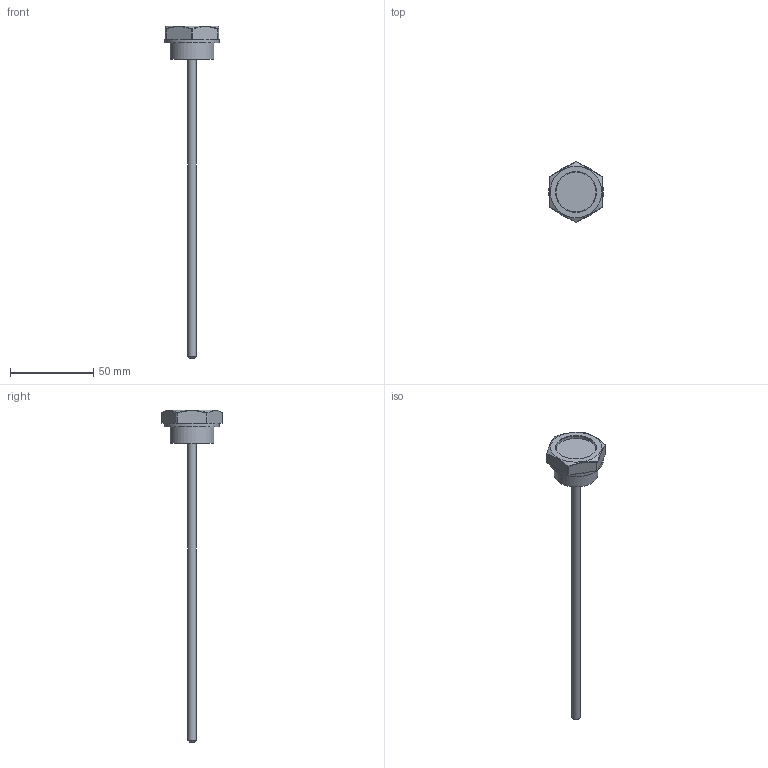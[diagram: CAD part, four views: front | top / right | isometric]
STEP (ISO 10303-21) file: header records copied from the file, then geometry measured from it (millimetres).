
FILE_DESCRIPTION( ( 'Unknown' ), '1' );
FILE_NAME( '6312625_TAO6.stp', 'Unknown', ( 'Unknown' ), ( 'Unknown' ), 'PSStep 14.0', 'Unknown', ' ' );
FILE_SCHEMA( ( 'AUTOMOTIVE_DESIGN { 1 0 10303 214 1 1 1 1 }' ) );
Length unit declared in the file: millimetre
Products named in the file (1): 6312524
Bounding box: 33 x 36.64 x 200 mm (x, y, z)
Volume: 14038.5 mm3; surface area: 8044.3 mm2
Topology: 1 solids, 6 shells, 72 faces, 146 edges, 86 vertices
Faces by surface type: plane 30, cylinder 16, bspline 12, cone 8, torus 6
Full cylindrical faces by diameter (mm): 5 x6, 17.5 x1, 24.1 x1, 26.441 x1, 33 x1
Entity records: 4006 total; most frequent: CARTESIAN_POINT 2067, DIRECTION 280, ORIENTED_EDGE 236, AXIS2_PLACEMENT_3D 125, EDGE_CURVE 118, EDGE_LOOP 106, FACE_OUTER_BOUND 88, VERTEX_POINT 82
